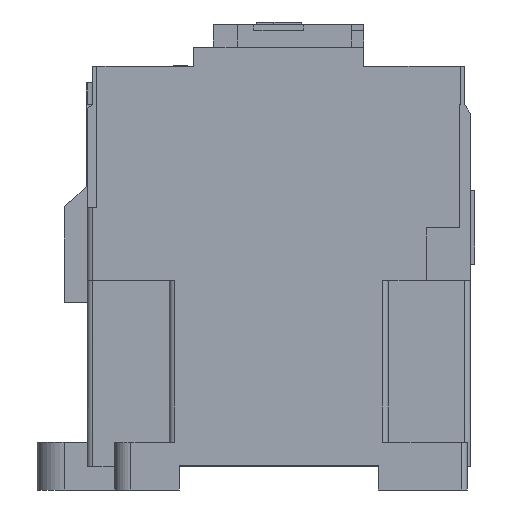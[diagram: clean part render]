
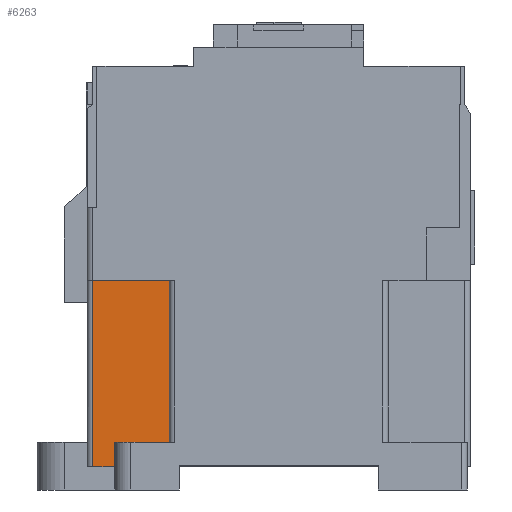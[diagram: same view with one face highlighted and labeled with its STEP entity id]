
A CAD part, left-side view. The second image highlights one B-rep face of the part: STEP entity #6263.
In plain terms, the highlighted planar face has unit normal (-1, 0, 0).
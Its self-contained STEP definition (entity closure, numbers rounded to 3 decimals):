
#4362 = VERTEX_POINT ( 'NONE', #15286 ) ;
#4365 = EDGE_CURVE ( 'NONE', #4362, #4852, #15267, .T. ) ;
#4852 = VERTEX_POINT ( 'NONE', #23633 ) ;
#5065 = VERTEX_POINT ( 'NONE', #24778 ) ;
#5123 = VERTEX_POINT ( 'NONE', #25035 ) ;
#5441 = VERTEX_POINT ( 'NONE', #27586 ) ;
#5442 = EDGE_CURVE ( 'NONE', #5441, #5123, #27585, .T. ) ;
#5683 = EDGE_CURVE ( 'NONE', #5441, #5065, #17743, .T. ) ;
#6189 = ORIENTED_EDGE ( 'NONE', *, *, #6619, .T. ) ;
#6263 = ADVANCED_FACE ( 'NONE', ( #21172 ), #21197, .T. ) ;
#6266 = EDGE_LOOP ( 'NONE', ( #6431, #6433, #6434, #6389, #6593, #6189 ) ) ;
#6389 = ORIENTED_EDGE ( 'NONE', *, *, #6391, .F. ) ;
#6391 = EDGE_CURVE ( 'NONE', #4852, #6519, #23291, .T. ) ;
#6406 = EDGE_CURVE ( 'NONE', #6519, #5123, #38066, .T. ) ;
#6431 = ORIENTED_EDGE ( 'NONE', *, *, #5683, .F. ) ;
#6433 = ORIENTED_EDGE ( 'NONE', *, *, #5442, .T. ) ;
#6434 = ORIENTED_EDGE ( 'NONE', *, *, #6406, .F. ) ;
#6519 = VERTEX_POINT ( 'NONE', #32859 ) ;
#6593 = ORIENTED_EDGE ( 'NONE', *, *, #4365, .F. ) ;
#6619 = EDGE_CURVE ( 'NONE', #4362, #5065, #33134, .T. ) ;
#15264 = DIRECTION ( 'NONE',  ( 0., 0., 1. ) ) ;
#15265 = VECTOR ( 'NONE', #15264, 1000. ) ;
#15266 = CARTESIAN_POINT ( 'NONE',  ( -13., 34., 4.25 ) ) ;
#15267 = LINE ( 'NONE', #15266, #15265 ) ;
#15286 = CARTESIAN_POINT ( 'NONE',  ( -13., 34., 4.25 ) ) ;
#17742 = CARTESIAN_POINT ( 'NONE',  ( -13., 30., 8.75 ) ) ;
#17743 = LINE ( 'NONE', #17742, #17764 ) ;
#17763 = DIRECTION ( 'NONE',  ( 0., 0., -1. ) ) ;
#17764 = VECTOR ( 'NONE', #17763, 1000. ) ;
#21172 = FACE_OUTER_BOUND ( 'NONE', #6266, .T. ) ;
#21195 = CARTESIAN_POINT ( 'NONE',  ( -13., -34., 4.25 ) ) ;
#21196 = AXIS2_PLACEMENT_3D ( 'NONE', #21195, #21205, #21204 ) ;
#21197 = PLANE ( 'NONE',  #21196 ) ;
#21204 = DIRECTION ( 'NONE',  ( 0., 0., 1. ) ) ;
#21205 = DIRECTION ( 'NONE',  ( -1., 0., 0. ) ) ;
#23288 = DIRECTION ( 'NONE',  ( 0., -1., 0. ) ) ;
#23289 = VECTOR ( 'NONE', #23288, 1000. ) ;
#23290 = CARTESIAN_POINT ( 'NONE',  ( -13., -34., 38.25 ) ) ;
#23291 = LINE ( 'NONE', #23290, #23289 ) ;
#23633 = CARTESIAN_POINT ( 'NONE',  ( -13., 34., 38.25 ) ) ;
#24778 = CARTESIAN_POINT ( 'NONE',  ( -13., 30., 4.25 ) ) ;
#25035 = CARTESIAN_POINT ( 'NONE',  ( -13., 20., 8.75 ) ) ;
#27582 = DIRECTION ( 'NONE',  ( 0., -1., 0. ) ) ;
#27583 = VECTOR ( 'NONE', #27582, 1000. ) ;
#27584 = CARTESIAN_POINT ( 'NONE',  ( -13., 39.15, 8.75 ) ) ;
#27585 = LINE ( 'NONE', #27584, #27583 ) ;
#27586 = CARTESIAN_POINT ( 'NONE',  ( -13., 30., 8.75 ) ) ;
#32859 = CARTESIAN_POINT ( 'NONE',  ( -13., 20., 38.25 ) ) ;
#33134 = LINE ( 'NONE', #33352, #33339 ) ;
#33339 = VECTOR ( 'NONE', #33351, 1000. ) ;
#33351 = DIRECTION ( 'NONE',  ( 0., -1., 0. ) ) ;
#33352 = CARTESIAN_POINT ( 'NONE',  ( -13., -34., 4.25 ) ) ;
#38061 = DIRECTION ( 'NONE',  ( 0., 0., -1. ) ) ;
#38063 = VECTOR ( 'NONE', #38061, 1000. ) ;
#38065 = CARTESIAN_POINT ( 'NONE',  ( -13., 20., 38.25 ) ) ;
#38066 = LINE ( 'NONE', #38065, #38063 ) ;
